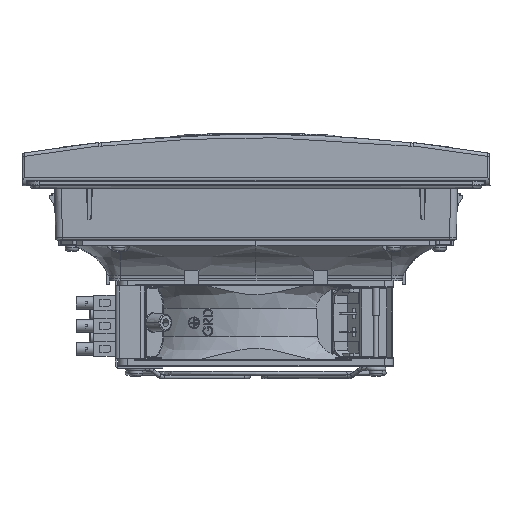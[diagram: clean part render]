
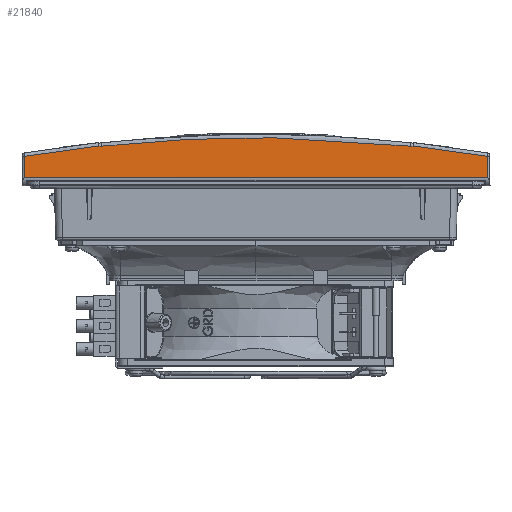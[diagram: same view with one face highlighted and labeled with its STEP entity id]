
A CAD part, front view. The second image highlights one B-rep face of the part: STEP entity #21840.
In plain terms, the highlighted face is planar.
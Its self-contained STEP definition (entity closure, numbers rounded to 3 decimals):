
#1825 = ORIENTED_EDGE ( 'NONE', *, *, #43122, .F. ) ;
#2065 = CARTESIAN_POINT ( 'NONE',  ( -67.237, 18.591, 18.437 ) ) ;
#3123 = EDGE_CURVE ( 'NONE', #34865, #59124, #57546, .T. ) ;
#3134 = CARTESIAN_POINT ( 'NONE',  ( -67.237, 18.591, 18.437 ) ) ;
#3438 = CARTESIAN_POINT ( 'NONE',  ( 44.753, 18.553, 20.589 ) ) ;
#5364 = B_SPLINE_CURVE_WITH_KNOTS ( 'NONE', 3,
 ( #62237, #96443, #42253, #138644 ),
 .UNSPECIFIED., .F., .F.,
 ( 4, 4 ),
 ( 0., 1. ),
 .UNSPECIFIED. ) ;
#6009 = DIRECTION ( 'NONE',  ( 0.017, -0.017, 1. ) ) ;
#6300 = CARTESIAN_POINT ( 'NONE',  ( -79.336, 18.611, 17.281 ) ) ;
#8374 = ORIENTED_EDGE ( 'NONE', *, *, #139845, .T. ) ;
#11363 = CARTESIAN_POINT ( 'NONE',  ( -19.731, 18.531, 21.856 ) ) ;
#12628 = CARTESIAN_POINT ( 'NONE',  ( 68.385, 18.583, 18.496 ) ) ;
#12713 = DIRECTION ( 'NONE',  ( 0., 0.017, -1. ) ) ;
#12766 = CARTESIAN_POINT ( 'NONE',  ( 13.913, 18.528, 22.012 ) ) ;
#13967 = CARTESIAN_POINT ( 'NONE',  ( 68.385, 18.583, 18.496 ) ) ;
#16418 = ORIENTED_EDGE ( 'NONE', *, *, #72770, .T. ) ;
#16772 = CARTESIAN_POINT ( 'NONE',  ( 68.408, 18.592, 18.382 ) ) ;
#18017 = CARTESIAN_POINT ( 'NONE',  ( 67.102, 18.591, 18.437 ) ) ;
#18859 = CARTESIAN_POINT ( 'NONE',  ( -100.664, 18.489, 24.267 ) ) ;
#19407 = ORIENTED_EDGE ( 'NONE', *, *, #123052, .F. ) ;
#20107 = CARTESIAN_POINT ( 'NONE',  ( 67.972, 18.593, 18.341 ) ) ;
#21840 = ADVANCED_FACE ( 'NONE', ( #56231 ), #134001, .F. ) ;
#23770 = EDGE_CURVE ( 'NONE', #100330, #96364, #134499, .T. ) ;
#23944 = DIRECTION ( 'NONE',  ( -0.017, -0.017, 1. ) ) ;
#24154 = DIRECTION ( 'NONE',  ( 0., -1., -0.017 ) ) ;
#25068 = CARTESIAN_POINT ( 'NONE',  ( -100.844, 18.668, 13.993 ) ) ;
#26486 = CARTESIAN_POINT ( 'NONE',  ( 100.708, 18.668, 13.993 ) ) ;
#29833 = CARTESIAN_POINT ( 'NONE',  ( -68.528, 18.587, 18.426 ) ) ;
#30621 = VERTEX_POINT ( 'NONE', #78857 ) ;
#32333 = EDGE_CURVE ( 'NONE', #30621, #59124, #110924, .T. ) ;
#32340 = LINE ( 'NONE', #140093, #96883 ) ;
#34076 = CARTESIAN_POINT ( 'NONE',  ( 79.232, 18.611, 17.278 ) ) ;
#34865 = VERTEX_POINT ( 'NONE', #26486 ) ;
#35613 = CARTESIAN_POINT ( 'NONE',  ( -56.083, 18.569, 19.666 ) ) ;
#36055 = CARTESIAN_POINT ( 'NONE',  ( 100.529, 18.489, 24.267 ) ) ;
#36864 = ORIENTED_EDGE ( 'NONE', *, *, #46677, .F. ) ;
#37864 = VECTOR ( 'NONE', #23944, 1000. ) ;
#42253 = CARTESIAN_POINT ( 'NONE',  ( -68.108, 18.593, 18.341 ) ) ;
#43122 = EDGE_CURVE ( 'NONE', #141117, #69189, #32340, .T. ) ;
#44190 = CARTESIAN_POINT ( 'NONE',  ( -39.326, 18.545, 21.049 ) ) ;
#44915 = CARTESIAN_POINT ( 'NONE',  ( 67.102, 18.591, 18.437 ) ) ;
#46677 = EDGE_CURVE ( 'NONE', #100330, #71336, #5364, .T. ) ;
#50245 = LINE ( 'NONE', #18859, #99909 ) ;
#51486 = CARTESIAN_POINT ( 'NONE',  ( 67.537, 18.592, 18.389 ) ) ;
#52055 = CARTESIAN_POINT ( 'NONE',  ( 67.102, 18.591, 18.437 ) ) ;
#54738 = CARTESIAN_POINT ( 'NONE',  ( 90.006, 18.637, 15.775 ) ) ;
#55939 = EDGE_CURVE ( 'NONE', #71336, #118855, #103988, .T. ) ;
#56231 = FACE_OUTER_BOUND ( 'NONE', #107437, .T. ) ;
#56288 = CARTESIAN_POINT ( 'NONE',  ( 55.942, 18.569, 19.667 ) ) ;
#57546 = B_SPLINE_CURVE_WITH_KNOTS ( 'NONE', 3,
 ( #119672, #54738, #34076, #12628 ),
 .UNSPECIFIED., .F., .F.,
 ( 4, 4 ),
 ( 0., 1. ),
 .UNSPECIFIED. ) ;
#57666 = CARTESIAN_POINT ( 'NONE',  ( 22.323, 18.533, 21.724 ) ) ;
#57713 = ORIENTED_EDGE ( 'NONE', *, *, #32333, .T. ) ;
#58316 = CARTESIAN_POINT ( 'NONE',  ( 143.845, 18.564, 20. ) ) ;
#59124 = VERTEX_POINT ( 'NONE', #63635 ) ;
#60244 = CARTESIAN_POINT ( 'NONE',  ( 68.401, 18.591, 18.45 ) ) ;
#60498 = CARTESIAN_POINT ( 'NONE',  ( -100.844, 18.668, 13.993 ) ) ;
#62237 = CARTESIAN_POINT ( 'NONE',  ( -67.237, 18.591, 18.437 ) ) ;
#63635 = CARTESIAN_POINT ( 'NONE',  ( 68.385, 18.583, 18.496 ) ) ;
#66966 = CARTESIAN_POINT ( 'NONE',  ( -11.324, 18.528, 22.03 ) ) ;
#69189 = VERTEX_POINT ( 'NONE', #73588 ) ;
#71336 = VERTEX_POINT ( 'NONE', #104557 ) ;
#72727 = CARTESIAN_POINT ( 'NONE',  ( -68.521, 18.583, 18.496 ) ) ;
#72770 = EDGE_CURVE ( 'NONE', #96364, #30621, #127082, .T. ) ;
#73183 = ORIENTED_EDGE ( 'NONE', *, *, #23770, .T. ) ;
#73281 = CARTESIAN_POINT ( 'NONE',  ( -68.521, 18.583, 18.496 ) ) ;
#73588 = CARTESIAN_POINT ( 'NONE',  ( 100.871, 18.831, 4.665 ) ) ;
#76281 = CARTESIAN_POINT ( 'NONE',  ( 30.73, 18.54, 21.359 ) ) ;
#77214 = EDGE_CURVE ( 'NONE', #78242, #118855, #139528, .T. ) ;
#77717 = CARTESIAN_POINT ( 'NONE',  ( -5.717, 18.527, 22.107 ) ) ;
#78242 = VERTEX_POINT ( 'NONE', #25068 ) ;
#78857 = CARTESIAN_POINT ( 'NONE',  ( 68.408, 18.593, 18.292 ) ) ;
#82640 = CARTESIAN_POINT ( 'NONE',  ( -68.521, 18.583, 18.496 ) ) ;
#87696 = CARTESIAN_POINT ( 'NONE',  ( -2.911, 18.526, 22.126 ) ) ;
#89937 = ORIENTED_EDGE ( 'NONE', *, *, #3123, .F. ) ;
#90962 = LINE ( 'NONE', #36055, #37864 ) ;
#96364 = VERTEX_POINT ( 'NONE', #52055 ) ;
#96443 = CARTESIAN_POINT ( 'NONE',  ( -67.672, 18.592, 18.389 ) ) ;
#96883 = VECTOR ( 'NONE', #118645, 1000. ) ;
#99909 = VECTOR ( 'NONE', #6009, 1000. ) ;
#100330 = VERTEX_POINT ( 'NONE', #3134 ) ;
#100938 = ORIENTED_EDGE ( 'NONE', *, *, #77214, .T. ) ;
#101456 = AXIS2_PLACEMENT_3D ( 'NONE', #58316, #24154, #12713 ) ;
#103988 = B_SPLINE_CURVE_WITH_KNOTS ( 'NONE', 3,
 ( #136152, #125414, #29833, #73281 ),
 .UNSPECIFIED., .F., .F.,
 ( 4, 4 ),
 ( 0., 1. ),
 .UNSPECIFIED. ) ;
#104040 = CARTESIAN_POINT ( 'NONE',  ( -90.11, 18.637, 15.78 ) ) ;
#104557 = CARTESIAN_POINT ( 'NONE',  ( -68.543, 18.593, 18.292 ) ) ;
#107437 = EDGE_LOOP ( 'NONE', ( #1825, #8374, #100938, #120974, #36864, #73183, #16418, #57713, #89937, #19407 ) ) ;
#110924 = B_SPLINE_CURVE_WITH_KNOTS ( 'NONE', 3,
 ( #114486, #16772, #60244, #13967 ),
 .UNSPECIFIED., .F., .F.,
 ( 4, 4 ),
 ( 0., 1. ),
 .UNSPECIFIED. ) ;
#114486 = CARTESIAN_POINT ( 'NONE',  ( 68.408, 18.593, 18.292 ) ) ;
#117104 = CARTESIAN_POINT ( 'NONE',  ( 68.408, 18.593, 18.292 ) ) ;
#118645 = DIRECTION ( 'NONE',  ( 1., 0., 0. ) ) ;
#118855 = VERTEX_POINT ( 'NONE', #72727 ) ;
#119672 = CARTESIAN_POINT ( 'NONE',  ( 100.708, 18.668, 13.993 ) ) ;
#120974 = ORIENTED_EDGE ( 'NONE', *, *, #55939, .F. ) ;
#122622 = CARTESIAN_POINT ( 'NONE',  ( 27.929, 18.538, 21.493 ) ) ;
#123052 = EDGE_CURVE ( 'NONE', #69189, #34865, #90962, .T. ) ;
#125414 = CARTESIAN_POINT ( 'NONE',  ( -68.535, 18.592, 18.358 ) ) ;
#127082 = B_SPLINE_CURVE_WITH_KNOTS ( 'NONE', 3,
 ( #18017, #51486, #20107, #117104 ),
 .UNSPECIFIED., .F., .F.,
 ( 4, 4 ),
 ( 0., 1. ),
 .UNSPECIFIED. ) ;
#134001 = PLANE ( 'NONE',  #101456 ) ;
#134056 = CARTESIAN_POINT ( 'NONE',  ( 5.502, 18.526, 22.127 ) ) ;
#134499 = B_SPLINE_CURVE_WITH_KNOTS ( 'NONE', 3,
 ( #2065, #35613, #44190, #11363, #66966, #77717, #87696, #134056, #12766, #57666, #122622, #76281, #3438, #56288, #44915 ),
 .UNSPECIFIED., .F., .F.,
 ( 4, 1, 1, 2, 2, 1, 2, 2, 4 ),
 ( 0., 0.25, 0.375, 0.438, 0.5, 0.625, 0.688, 0.75, 1. ),
 .UNSPECIFIED. ) ;
#136152 = CARTESIAN_POINT ( 'NONE',  ( -68.543, 18.593, 18.292 ) ) ;
#138644 = CARTESIAN_POINT ( 'NONE',  ( -68.543, 18.593, 18.292 ) ) ;
#139528 = B_SPLINE_CURVE_WITH_KNOTS ( 'NONE', 3,
 ( #60498, #104040, #6300, #82640 ),
 .UNSPECIFIED., .F., .F.,
 ( 4, 4 ),
 ( 0., 1. ),
 .UNSPECIFIED. ) ;
#139845 = EDGE_CURVE ( 'NONE', #141117, #78242, #50245, .T. ) ;
#140093 = CARTESIAN_POINT ( 'NONE',  ( -143.981, 18.831, 4.665 ) ) ;
#140516 = CARTESIAN_POINT ( 'NONE',  ( -101.007, 18.831, 4.665 ) ) ;
#141117 = VERTEX_POINT ( 'NONE', #140516 ) ;
